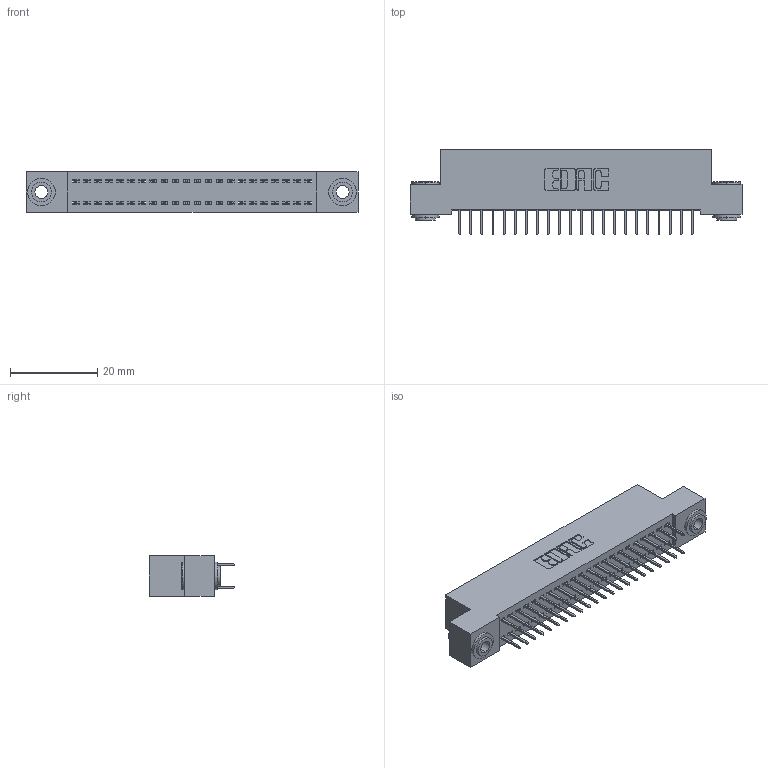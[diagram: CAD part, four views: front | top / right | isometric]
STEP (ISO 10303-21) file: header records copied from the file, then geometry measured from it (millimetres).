
FILE_DESCRIPTION (( 'STEP AP203' ), '1' );
FILE_NAME ('392-044-524-203.STEP', '2019-10-07T22:14:28', ( '' ), ( '' ), 'SwSTEP 2.0', 'SolidWorks 2016', '' );
FILE_SCHEMA (( 'CONFIG_CONTROL_DESIGN' ));
Length unit declared in the file: inch
Products named in the file (4): 342 Part_.156 TH; 392-044-524-203; 345-292-001_345-293-124; 342-250-002_345-250-002-102
Assembly tree (47 placements, depth 2):
  392-044-524-203
    342 Part_.156 TH
    345-292-001_345-293-124  x44
    342-250-002_345-250-002-102  x2
Bounding box: 76.2 x 19.69 x 9.4 mm (x, y, z)
Volume: 6708.1 mm3; surface area: 10467.2 mm2
Topology: 47 solids, 47 shells, 2612 faces, 7371 edges, 4734 vertices
Faces by surface type: plane 1924, cylinder 680, cone 8
Entity records: 17332 total; most frequent: CARTESIAN_POINT 2869, ORIENTED_EDGE 2798, DIRECTION 2521, EDGE_CURVE 1399, LINE 1251, VECTOR 1251, VERTEX_POINT 926, AXIS2_PLACEMENT_3D 635
